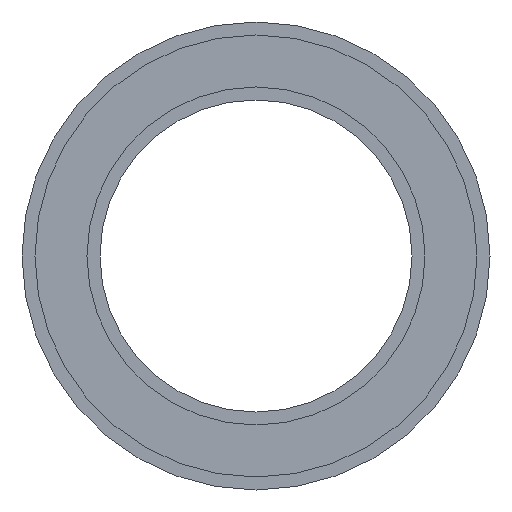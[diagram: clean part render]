
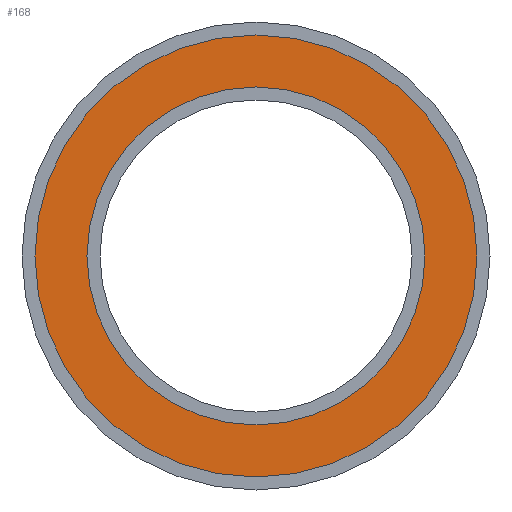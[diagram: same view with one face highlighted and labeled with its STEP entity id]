
A CAD part, left-side view. The second image highlights one B-rep face of the part: STEP entity #168.
In plain terms, the highlighted planar face has unit normal (-1, 0, 0).
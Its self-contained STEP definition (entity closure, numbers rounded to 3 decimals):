
#24=FACE_BOUND('',#60,.T.);
#30=PLANE('',#208);
#42=FACE_OUTER_BOUND('',#59,.T.);
#59=EDGE_LOOP('',(#149));
#60=EDGE_LOOP('',(#150));
#83=CIRCLE('',#205,6.5);
#84=CIRCLE('',#207,8.5);
#95=VERTEX_POINT('',#300);
#96=VERTEX_POINT('',#304);
#112=EDGE_CURVE('',#95,#95,#83,.T.);
#113=EDGE_CURVE('',#96,#96,#84,.T.);
#149=ORIENTED_EDGE('',*,*,#113,.T.);
#150=ORIENTED_EDGE('',*,*,#112,.T.);
#168=ADVANCED_FACE('',(#42,#24),#30,.F.);
#205=AXIS2_PLACEMENT_3D('',#302,#256,#257);
#207=AXIS2_PLACEMENT_3D('',#305,#260,#261);
#208=AXIS2_PLACEMENT_3D('',#307,#263,#264);
#256=DIRECTION('center_axis',(1.,0.,0.));
#257=DIRECTION('ref_axis',(0.,1.,0.));
#260=DIRECTION('center_axis',(-1.,0.,0.));
#261=DIRECTION('ref_axis',(0.,1.,0.));
#263=DIRECTION('center_axis',(1.,0.,0.));
#264=DIRECTION('ref_axis',(0.,1.,0.));
#300=CARTESIAN_POINT('',(2.,-6.5,0.));
#302=CARTESIAN_POINT('Origin',(2.,0.,0.));
#304=CARTESIAN_POINT('',(2.,-8.5,0.));
#305=CARTESIAN_POINT('Origin',(2.,0.,0.));
#307=CARTESIAN_POINT('Origin',(2.,0.,0.));
